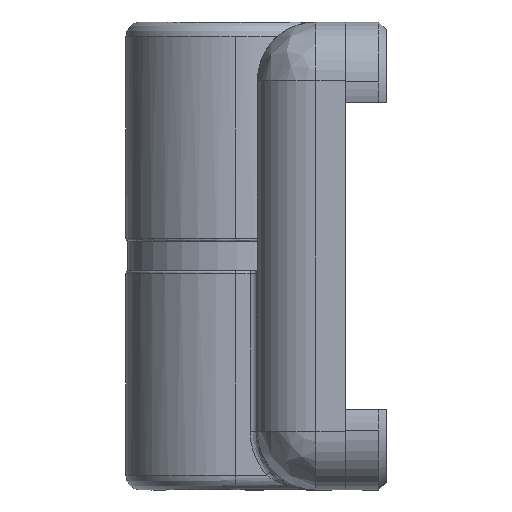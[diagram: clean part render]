
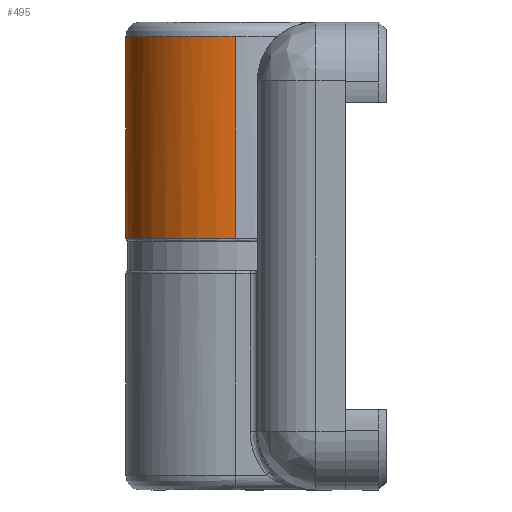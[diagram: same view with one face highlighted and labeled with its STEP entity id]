
A CAD part, left-side view. The second image highlights one B-rep face of the part: STEP entity #495.
In plain terms, the highlighted cylindrical face has radius 7.5 mm (diameter 15 mm), a partial arc.
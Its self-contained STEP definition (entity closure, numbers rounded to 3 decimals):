
#70 = VECTOR ( 'NONE', #190, 1000. ) ;
#180 = CARTESIAN_POINT ( 'NONE',  ( -7.5, 0., 14. ) ) ;
#190 = DIRECTION ( 'NONE',  ( 0., 0., -1. ) ) ;
#254 = CARTESIAN_POINT ( 'NONE',  ( -7.5, 0., 15. ) ) ;
#307 = DIRECTION ( 'NONE',  ( -1., 0., 0. ) ) ;
#351 = CARTESIAN_POINT ( 'NONE',  ( 0., 0., 15. ) ) ;
#437 = CARTESIAN_POINT ( 'NONE',  ( 7.5, 0., 14. ) ) ;
#495 = ADVANCED_FACE ( 'NONE', ( #1596 ), #4567, .T. ) ;
#540 = EDGE_CURVE ( 'NONE', #3833, #4415, #3206, .T. ) ;
#602 = VECTOR ( 'NONE', #2890, 1000. ) ;
#673 = CARTESIAN_POINT ( 'NONE',  ( -7.5, 0., 0.2 ) ) ;
#695 = EDGE_LOOP ( 'NONE', ( #4061, #3585, #3950, #1586 ) ) ;
#889 = CARTESIAN_POINT ( 'NONE',  ( 7.5, 0., 0.2 ) ) ;
#1400 = CIRCLE ( 'NONE', #2669, 7.5 ) ;
#1429 = EDGE_CURVE ( 'NONE', #2345, #4415, #1400, .T. ) ;
#1520 = EDGE_CURVE ( 'NONE', #2420, #2345, #3233, .T. ) ;
#1586 = ORIENTED_EDGE ( 'NONE', *, *, #1429, .T. ) ;
#1596 = FACE_OUTER_BOUND ( 'NONE', #695, .T. ) ;
#1741 = EDGE_CURVE ( 'NONE', #2420, #3833, #2019, .T. ) ;
#2019 = B_SPLINE_CURVE_WITH_KNOTS ( 'NONE', 3,
 ( #4231, #4118, #4071, #3287, #4051, #4045, #4035, #4029, #4021, #4008, #3991, #3988, #3987, #3980, #3976, #3968, #3957, #3951, #3945, #3935, #3921, #3915, #3912, #3911 ),
 .UNSPECIFIED., .F., .F.,
 ( 4, 2, 2, 2, 2, 2, 2, 2, 2, 2, 2, 4 ),
 ( 0., 0.094, 0.188, 0.281, 0.375, 0.469, 0.563, 0.656, 0.75, 0.844, 0.938, 1. ),
 .UNSPECIFIED. ) ;
#2134 = DIRECTION ( 'NONE',  ( 0., 0., -1. ) ) ;
#2330 = CARTESIAN_POINT ( 'NONE',  ( 7.5, 0., 15. ) ) ;
#2345 = VERTEX_POINT ( 'NONE', #889 ) ;
#2420 = VERTEX_POINT ( 'NONE', #437 ) ;
#2669 = AXIS2_PLACEMENT_3D ( 'NONE', #3247, #4369, #4350 ) ;
#2890 = DIRECTION ( 'NONE',  ( 0., 0., -1. ) ) ;
#3206 = LINE ( 'NONE', #254, #602 ) ;
#3233 = LINE ( 'NONE', #2330, #70 ) ;
#3247 = CARTESIAN_POINT ( 'NONE',  ( 0., 0., 0.2 ) ) ;
#3287 = CARTESIAN_POINT ( 'NONE',  ( 6.963, 2.882, 14. ) ) ;
#3585 = ORIENTED_EDGE ( 'NONE', *, *, #1741, .F. ) ;
#3833 = VERTEX_POINT ( 'NONE', #180 ) ;
#3911 = CARTESIAN_POINT ( 'NONE',  ( -7.5, 0., 14. ) ) ;
#3912 = CARTESIAN_POINT ( 'NONE',  ( -7.5, 0.491, 14. ) ) ;
#3915 = CARTESIAN_POINT ( 'NONE',  ( -7.452, 0.982, 14. ) ) ;
#3921 = CARTESIAN_POINT ( 'NONE',  ( -7.212, 2.185, 14. ) ) ;
#3935 = CARTESIAN_POINT ( 'NONE',  ( -6.962, 2.886, 14. ) ) ;
#3945 = CARTESIAN_POINT ( 'NONE',  ( -6.267, 4.185, 14. ) ) ;
#3950 = ORIENTED_EDGE ( 'NONE', *, *, #1520, .T. ) ;
#3951 = CARTESIAN_POINT ( 'NONE',  ( -5.824, 4.783, 14. ) ) ;
#3957 = CARTESIAN_POINT ( 'NONE',  ( -4.783, 5.824, 14. ) ) ;
#3968 = CARTESIAN_POINT ( 'NONE',  ( -4.185, 6.267, 14. ) ) ;
#3976 = CARTESIAN_POINT ( 'NONE',  ( -2.886, 6.962, 14. ) ) ;
#3980 = CARTESIAN_POINT ( 'NONE',  ( -2.185, 7.212, 14. ) ) ;
#3987 = CARTESIAN_POINT ( 'NONE',  ( -0.741, 7.5, 14. ) ) ;
#3988 = CARTESIAN_POINT ( 'NONE',  ( 0.002, 7.536, 14. ) ) ;
#3991 = CARTESIAN_POINT ( 'NONE',  ( 1.468, 7.392, 14. ) ) ;
#3993 = AXIS2_PLACEMENT_3D ( 'NONE', #351, #2134, #307 ) ;
#4008 = CARTESIAN_POINT ( 'NONE',  ( 2.19, 7.211, 14. ) ) ;
#4021 = CARTESIAN_POINT ( 'NONE',  ( 3.55, 6.647, 14. ) ) ;
#4029 = CARTESIAN_POINT ( 'NONE',  ( 4.189, 6.265, 14. ) ) ;
#4035 = CARTESIAN_POINT ( 'NONE',  ( 5.327, 5.33, 14. ) ) ;
#4045 = CARTESIAN_POINT ( 'NONE',  ( 5.827, 4.779, 14. ) ) ;
#4051 = CARTESIAN_POINT ( 'NONE',  ( 6.645, 3.555, 14. ) ) ;
#4061 = ORIENTED_EDGE ( 'NONE', *, *, #540, .F. ) ;
#4071 = CARTESIAN_POINT ( 'NONE',  ( 7.391, 1.473, 14. ) ) ;
#4118 = CARTESIAN_POINT ( 'NONE',  ( 7.5, 0.736, 14. ) ) ;
#4231 = CARTESIAN_POINT ( 'NONE',  ( 7.5, 0., 14. ) ) ;
#4350 = DIRECTION ( 'NONE',  ( -1., 0., 0. ) ) ;
#4369 = DIRECTION ( 'NONE',  ( 0., 0., 1. ) ) ;
#4415 = VERTEX_POINT ( 'NONE', #673 ) ;
#4567 = CYLINDRICAL_SURFACE ( 'NONE', #3993, 7.5 ) ;
